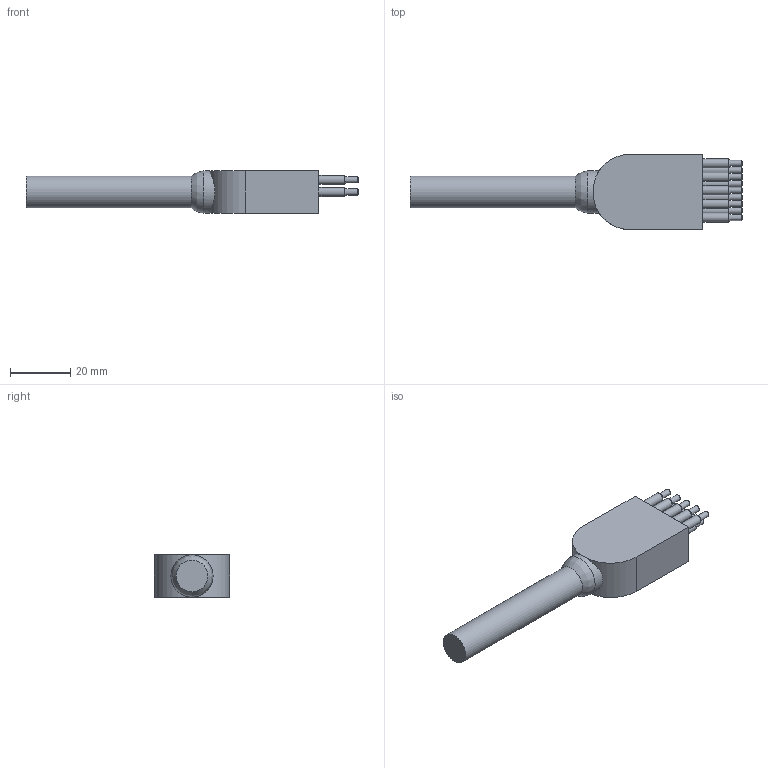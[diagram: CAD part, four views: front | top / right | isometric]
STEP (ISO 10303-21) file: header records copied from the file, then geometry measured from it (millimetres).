
FILE_DESCRIPTION(/* description */ (''),/* implementation_level */ '2;1');
FILE_NAME(/* name */ 'DLPIL9M.stp',/* time_stamp */ '2014-11-13T15:25:10+01:00',/* author */ ('sh'),/* organization */ (''),/* preprocessor_version */ 'ST-DEVELOPER v15.2',/* originating_system */ 'Autodesk Inventor 2014',/* authorisation */ '');
FILE_SCHEMA (('AUTOMOTIVE_DESIGN { 1 0 10303 214 3 1 1 }'));
Length unit declared in the file: millimetre
Products named in the file (1): DLPIL9M
Bounding box: 110.5 x 25 x 14 mm (x, y, z)
Volume: 18238.5 mm3; surface area: 6285.5 mm2
Topology: 1 solids, 1 shells, 233 faces, 593 edges, 385 vertices
Faces by surface type: bspline 102, plane 91, cylinder 22, cone 18
Full cylindrical faces by diameter (mm): 2 x9, 3 x9, 10.5 x1, 14 x1
Entity records: 7774 total; most frequent: CARTESIAN_POINT 2850, ORIENTED_EDGE 1108, DIRECTION 669, EDGE_CURVE 554, VERTEX_POINT 384, EDGE_LOOP 294, LINE 293, VECTOR 293
